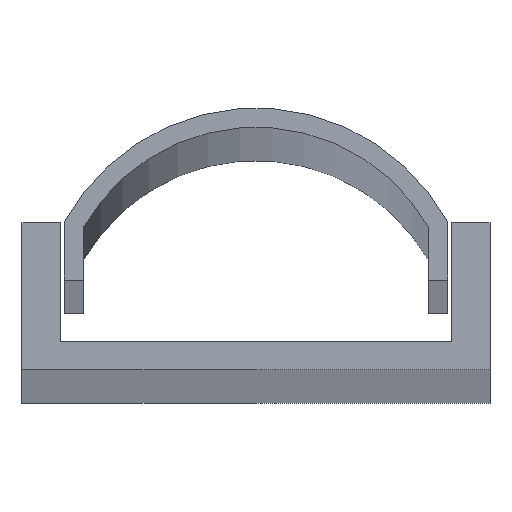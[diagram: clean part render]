
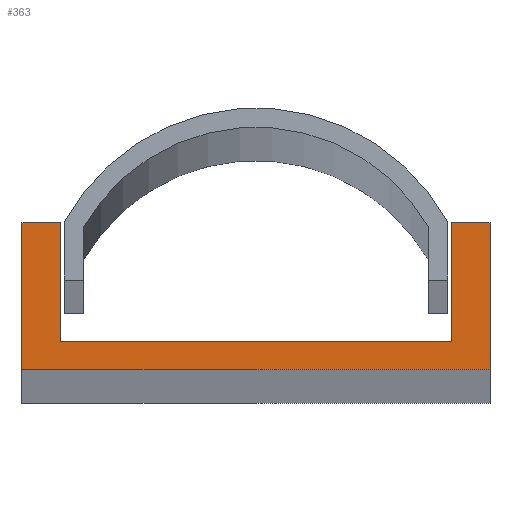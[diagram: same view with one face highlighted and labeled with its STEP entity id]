
A CAD part, top view. The second image highlights one B-rep face of the part: STEP entity #363.
In plain terms, the highlighted planar face has unit normal (0, 0, 1).
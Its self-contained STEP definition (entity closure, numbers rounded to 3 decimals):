
#41=FACE_OUTER_BOUND('',#61,.T.);
#61=EDGE_LOOP('',(#311,#312,#313,#314,#315,#316,#317,#318));
#85=LINE('',#556,#129);
#89=LINE('',#563,#133);
#92=LINE('',#569,#136);
#94=LINE('',#574,#138);
#97=LINE('',#580,#141);
#100=LINE('',#586,#144);
#103=LINE('',#592,#147);
#106=LINE('',#596,#150);
#129=VECTOR('',#458,10.);
#133=VECTOR('',#464,10.);
#136=VECTOR('',#469,10.);
#138=VECTOR('',#473,10.);
#141=VECTOR('',#478,10.);
#144=VECTOR('',#483,10.);
#147=VECTOR('',#488,10.);
#150=VECTOR('',#493,10.);
#169=VERTEX_POINT('',#553);
#170=VERTEX_POINT('',#555);
#172=VERTEX_POINT('',#561);
#174=VERTEX_POINT('',#567);
#176=VERTEX_POINT('',#573);
#178=VERTEX_POINT('',#579);
#180=VERTEX_POINT('',#585);
#182=VERTEX_POINT('',#591);
#209=EDGE_CURVE('',#169,#170,#85,.T.);
#213=EDGE_CURVE('',#172,#169,#89,.T.);
#216=EDGE_CURVE('',#174,#172,#92,.T.);
#218=EDGE_CURVE('',#176,#170,#94,.T.);
#221=EDGE_CURVE('',#178,#176,#97,.T.);
#224=EDGE_CURVE('',#180,#178,#100,.T.);
#227=EDGE_CURVE('',#182,#180,#103,.T.);
#230=EDGE_CURVE('',#182,#174,#106,.T.);
#311=ORIENTED_EDGE('',*,*,#230,.F.);
#312=ORIENTED_EDGE('',*,*,#227,.T.);
#313=ORIENTED_EDGE('',*,*,#224,.T.);
#314=ORIENTED_EDGE('',*,*,#221,.T.);
#315=ORIENTED_EDGE('',*,*,#218,.T.);
#316=ORIENTED_EDGE('',*,*,#209,.F.);
#317=ORIENTED_EDGE('',*,*,#213,.F.);
#318=ORIENTED_EDGE('',*,*,#216,.F.);
#343=PLANE('',#402);
#363=ADVANCED_FACE('',(#41),#343,.T.);
#402=AXIS2_PLACEMENT_3D('',#597,#494,#495);
#458=DIRECTION('',(0.,-1.,0.));
#464=DIRECTION('',(1.,0.,0.));
#469=DIRECTION('',(0.,1.,0.));
#473=DIRECTION('',(1.,0.,0.));
#478=DIRECTION('',(0.,-1.,0.));
#483=DIRECTION('',(-1.,0.,0.));
#488=DIRECTION('',(0.,1.,0.));
#493=DIRECTION('',(1.,0.,0.));
#494=DIRECTION('center_axis',(0.,0.,1.));
#495=DIRECTION('ref_axis',(1.,0.,0.));
#553=CARTESIAN_POINT('',(12.25,7.7,1000.));
#555=CARTESIAN_POINT('',(12.25,0.,1000.));
#556=CARTESIAN_POINT('',(12.25,7.7,1000.));
#561=CARTESIAN_POINT('',(10.25,7.7,1000.));
#563=CARTESIAN_POINT('',(10.25,7.7,1000.));
#567=CARTESIAN_POINT('',(10.25,1.5,1000.));
#569=CARTESIAN_POINT('',(10.25,1.5,1000.));
#573=CARTESIAN_POINT('',(-12.25,0.,1000.));
#574=CARTESIAN_POINT('',(-12.25,0.,1000.));
#579=CARTESIAN_POINT('',(-12.25,7.7,1000.));
#580=CARTESIAN_POINT('',(-12.25,7.7,1000.));
#585=CARTESIAN_POINT('',(-10.25,7.7,1000.));
#586=CARTESIAN_POINT('',(-10.25,7.7,1000.));
#591=CARTESIAN_POINT('',(-10.25,1.5,1000.));
#592=CARTESIAN_POINT('',(-10.25,1.5,1000.));
#596=CARTESIAN_POINT('',(0.,1.5,1000.));
#597=CARTESIAN_POINT('Origin',(-6.125,3.85,1000.));
